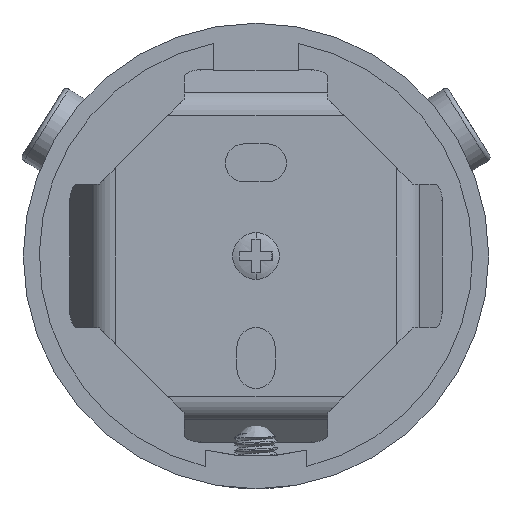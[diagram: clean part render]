
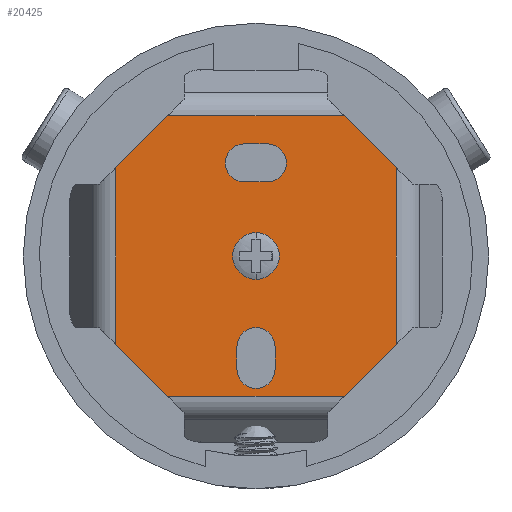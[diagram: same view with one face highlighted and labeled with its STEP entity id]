
A CAD part, front view. The second image highlights one B-rep face of the part: STEP entity #20425.
In plain terms, the highlighted face is planar.
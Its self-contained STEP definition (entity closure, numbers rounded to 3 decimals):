
#19472=DIRECTION('',(-0.707,0.,-0.707));
#19473=VECTOR('',#19472,8.738);
#19474=CARTESIAN_POINT('',(-10.411,7.5,16.589));
#19475=LINE('',#19474,#19473);
#19476=DIRECTION('',(0.,0.,1.));
#19477=VECTOR('',#19476,20.821);
#19478=CARTESIAN_POINT('',(-16.589,7.5,-10.411));
#19479=LINE('',#19478,#19477);
#19480=DIRECTION('',(-0.707,0.,0.707));
#19481=VECTOR('',#19480,8.738);
#19482=CARTESIAN_POINT('',(-10.411,7.5,-16.589));
#19483=LINE('',#19482,#19481);
#19484=DIRECTION('',(-1.,0.,0.));
#19485=VECTOR('',#19484,20.821);
#19486=CARTESIAN_POINT('',(10.411,7.5,-16.589));
#19487=LINE('',#19486,#19485);
#19488=DIRECTION('',(0.707,0.,0.707));
#19489=VECTOR('',#19488,8.738);
#19490=CARTESIAN_POINT('',(10.411,7.5,-16.589));
#19491=LINE('',#19490,#19489);
#19492=DIRECTION('',(0.,0.,-1.));
#19493=VECTOR('',#19492,20.821);
#19494=CARTESIAN_POINT('',(16.589,7.5,10.411));
#19495=LINE('',#19494,#19493);
#19496=DIRECTION('',(0.707,0.,-0.707));
#19497=VECTOR('',#19496,8.738);
#19498=CARTESIAN_POINT('',(10.411,7.5,16.589));
#19499=LINE('',#19498,#19497);
#19500=DIRECTION('',(1.,0.,0.));
#19501=VECTOR('',#19500,20.821);
#19502=CARTESIAN_POINT('',(-10.411,7.5,16.589));
#19503=LINE('',#19502,#19501);
#19504=CARTESIAN_POINT('',(0.,7.5,0.));
#19505=DIRECTION('',(0.,-1.,0.));
#19506=DIRECTION('',(0.,0.,1.));
#19507=AXIS2_PLACEMENT_3D('',#19504,#19505,#19506);
#19509=CARTESIAN_POINT('',(0.,7.5,0.));
#19510=DIRECTION('',(0.,-1.,0.));
#19511=DIRECTION('',(0.,0.,-1.));
#19512=AXIS2_PLACEMENT_3D('',#19509,#19510,#19511);
#19514=CARTESIAN_POINT('',(13.4,7.5,0.));
#19515=DIRECTION('',(0.,-1.,0.));
#19516=DIRECTION('',(0.,0.,-1.));
#19517=AXIS2_PLACEMENT_3D('',#19514,#19515,#19516);
#19519=DIRECTION('',(1.,0.,0.));
#19520=VECTOR('',#19519,2.7);
#19521=CARTESIAN_POINT('',(10.7,7.5,-2.25));
#19522=LINE('',#19521,#19520);
#19523=CARTESIAN_POINT('',(10.7,7.5,0.));
#19524=DIRECTION('',(0.,-1.,0.));
#19525=DIRECTION('',(0.,0.,1.));
#19526=AXIS2_PLACEMENT_3D('',#19523,#19524,#19525);
#19528=DIRECTION('',(-1.,0.,0.));
#19529=VECTOR('',#19528,2.7);
#19530=CARTESIAN_POINT('',(13.4,7.5,2.25));
#19531=LINE('',#19530,#19529);
#19532=CARTESIAN_POINT('',(-11.,7.5,-1.335));
#19533=DIRECTION('',(0.,-1.,0.));
#19534=DIRECTION('',(-1.,0.,0.));
#19535=AXIS2_PLACEMENT_3D('',#19532,#19533,#19534);
#19537=DIRECTION('',(0.,0.,-1.));
#19538=VECTOR('',#19537,2.7);
#19539=CARTESIAN_POINT('',(-13.25,7.5,1.365));
#19540=LINE('',#19539,#19538);
#19541=CARTESIAN_POINT('',(-11.,7.5,1.365));
#19542=DIRECTION('',(0.,-1.,0.));
#19543=DIRECTION('',(1.,0.,0.));
#19544=AXIS2_PLACEMENT_3D('',#19541,#19542,#19543);
#19546=DIRECTION('',(0.,0.,1.));
#19547=VECTOR('',#19546,2.7);
#19548=CARTESIAN_POINT('',(-8.75,7.5,-1.335));
#19549=LINE('',#19548,#19547);
#20212=CARTESIAN_POINT('',(10.411,7.5,16.589));
#20213=CARTESIAN_POINT('',(16.589,7.5,10.411));
#20214=VERTEX_POINT('',#20212);
#20215=VERTEX_POINT('',#20213);
#20233=CARTESIAN_POINT('',(10.411,7.5,-16.589));
#20234=CARTESIAN_POINT('',(16.589,7.5,-10.411));
#20235=VERTEX_POINT('',#20233);
#20236=VERTEX_POINT('',#20234);
#20254=CARTESIAN_POINT('',(-10.411,7.5,-16.589));
#20255=CARTESIAN_POINT('',(-16.589,7.5,-10.411));
#20256=VERTEX_POINT('',#20254);
#20257=VERTEX_POINT('',#20255);
#20275=CARTESIAN_POINT('',(-10.411,7.5,16.589));
#20276=CARTESIAN_POINT('',(-16.589,7.5,10.411));
#20277=VERTEX_POINT('',#20275);
#20278=VERTEX_POINT('',#20276);
#20336=CARTESIAN_POINT('',(0.,7.5,2.75));
#20337=CARTESIAN_POINT('',(0.,7.5,-2.75));
#20338=VERTEX_POINT('',#20336);
#20339=VERTEX_POINT('',#20337);
#20344=CARTESIAN_POINT('',(13.4,7.5,-2.25));
#20345=CARTESIAN_POINT('',(13.4,7.5,2.25));
#20346=VERTEX_POINT('',#20344);
#20347=VERTEX_POINT('',#20345);
#20348=CARTESIAN_POINT('',(10.7,7.5,2.25));
#20349=VERTEX_POINT('',#20348);
#20350=CARTESIAN_POINT('',(10.7,7.5,-2.25));
#20351=VERTEX_POINT('',#20350);
#20352=CARTESIAN_POINT('',(-13.25,7.5,-1.335));
#20353=CARTESIAN_POINT('',(-8.75,7.5,-1.335));
#20354=VERTEX_POINT('',#20352);
#20355=VERTEX_POINT('',#20353);
#20356=CARTESIAN_POINT('',(-8.75,7.5,1.365));
#20357=VERTEX_POINT('',#20356);
#20358=CARTESIAN_POINT('',(-13.25,7.5,1.365));
#20359=VERTEX_POINT('',#20358);
#20376=CARTESIAN_POINT('',(0.,7.5,0.));
#20377=DIRECTION('',(0.,1.,0.));
#20378=DIRECTION('',(0.,0.,-1.));
#20379=AXIS2_PLACEMENT_3D('',#20376,#20377,#20378);
#20380=PLANE('',#20379);
#20382=ORIENTED_EDGE('',*,*,#20381,.T.);
#20384=ORIENTED_EDGE('',*,*,#20383,.F.);
#20386=ORIENTED_EDGE('',*,*,#20385,.F.);
#20388=ORIENTED_EDGE('',*,*,#20387,.F.);
#20390=ORIENTED_EDGE('',*,*,#20389,.T.);
#20392=ORIENTED_EDGE('',*,*,#20391,.F.);
#20394=ORIENTED_EDGE('',*,*,#20393,.F.);
#20396=ORIENTED_EDGE('',*,*,#20395,.F.);
#20397=EDGE_LOOP('',(#20382,#20384,#20386,#20388,#20390,#20392,#20394,#20396));
#20398=FACE_OUTER_BOUND('',#20397,.F.);
#20400=ORIENTED_EDGE('',*,*,#20399,.F.);
#20402=ORIENTED_EDGE('',*,*,#20401,.F.);
#20403=EDGE_LOOP('',(#20400,#20402));
#20404=FACE_BOUND('',#20403,.F.);
#20406=ORIENTED_EDGE('',*,*,#20405,.F.);
#20408=ORIENTED_EDGE('',*,*,#20407,.F.);
#20410=ORIENTED_EDGE('',*,*,#20409,.F.);
#20412=ORIENTED_EDGE('',*,*,#20411,.F.);
#20413=EDGE_LOOP('',(#20406,#20408,#20410,#20412));
#20414=FACE_BOUND('',#20413,.F.);
#20416=ORIENTED_EDGE('',*,*,#20415,.F.);
#20418=ORIENTED_EDGE('',*,*,#20417,.F.);
#20420=ORIENTED_EDGE('',*,*,#20419,.F.);
#20422=ORIENTED_EDGE('',*,*,#20421,.F.);
#20423=EDGE_LOOP('',(#20416,#20418,#20420,#20422));
#20424=FACE_BOUND('',#20423,.F.);
#19508=CIRCLE('',#19507,2.75);
#19513=CIRCLE('',#19512,2.75);
#19518=CIRCLE('',#19517,2.25);
#19527=CIRCLE('',#19526,2.25);
#19536=CIRCLE('',#19535,2.25);
#19545=CIRCLE('',#19544,2.25);
#20381=EDGE_CURVE('',#20277,#20278,#19475,.T.);
#20383=EDGE_CURVE('',#20257,#20278,#19479,.T.);
#20385=EDGE_CURVE('',#20256,#20257,#19483,.T.);
#20387=EDGE_CURVE('',#20235,#20256,#19487,.T.);
#20389=EDGE_CURVE('',#20235,#20236,#19491,.T.);
#20391=EDGE_CURVE('',#20215,#20236,#19495,.T.);
#20393=EDGE_CURVE('',#20214,#20215,#19499,.T.);
#20395=EDGE_CURVE('',#20277,#20214,#19503,.T.);
#20399=EDGE_CURVE('',#20338,#20339,#19508,.T.);
#20401=EDGE_CURVE('',#20339,#20338,#19513,.T.);
#20405=EDGE_CURVE('',#20346,#20347,#19518,.T.);
#20407=EDGE_CURVE('',#20351,#20346,#19522,.T.);
#20409=EDGE_CURVE('',#20349,#20351,#19527,.T.);
#20411=EDGE_CURVE('',#20347,#20349,#19531,.T.);
#20415=EDGE_CURVE('',#20354,#20355,#19536,.T.);
#20417=EDGE_CURVE('',#20359,#20354,#19540,.T.);
#20419=EDGE_CURVE('',#20357,#20359,#19545,.T.);
#20421=EDGE_CURVE('',#20355,#20357,#19549,.T.);
#20425=ADVANCED_FACE('',(#20398,#20404,#20414,#20424),#20380,.T.);
